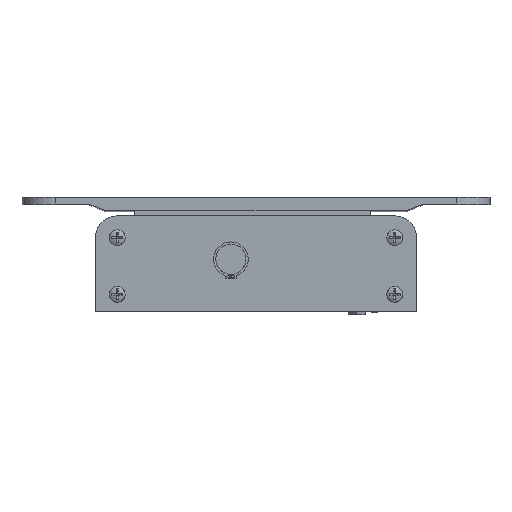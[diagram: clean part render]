
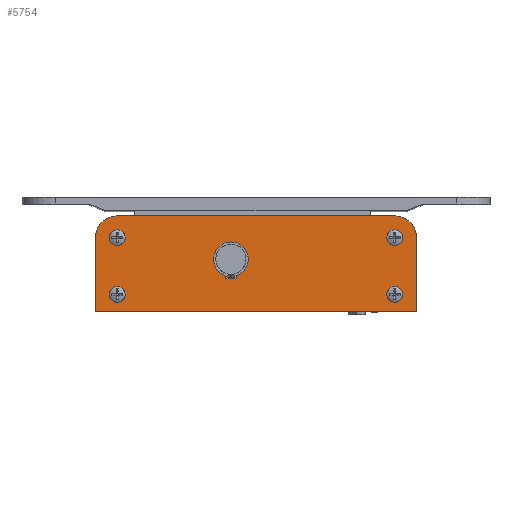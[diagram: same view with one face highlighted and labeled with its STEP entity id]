
A CAD part, top view. The second image highlights one B-rep face of the part: STEP entity #5754.
In plain terms, the highlighted planar face has unit normal (0, 0, 1).
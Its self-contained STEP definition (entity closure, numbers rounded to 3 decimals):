
#5754=ADVANCED_FACE('',(#11308),#11309,.T.);
#11308=FACE_OUTER_BOUND('',#16905,.T.);
#11309=PLANE('',#16906);
#16905=EDGE_LOOP('',(#32036,#32037,#32038,#32039,#32040,#32041));
#16906=AXIS2_PLACEMENT_3D('',#32042,#32043,#32044);
#32036=ORIENTED_EDGE('',*,*,#35524,.T.);
#32037=ORIENTED_EDGE('',*,*,#40845,.T.);
#32038=ORIENTED_EDGE('',*,*,#40454,.T.);
#32039=ORIENTED_EDGE('',*,*,#35310,.T.);
#32040=ORIENTED_EDGE('',*,*,#40846,.T.);
#32041=ORIENTED_EDGE('',*,*,#39116,.T.);
#32042=CARTESIAN_POINT('',(2.41,-18.408,6.));
#32043=DIRECTION('',(0.,0.,1.));
#32044=DIRECTION('',(1.,0.,0.));
#35310=EDGE_CURVE('',#42463,#42461,#42464,.T.);
#35524=EDGE_CURVE('',#42858,#42856,#42859,.T.);
#39116=EDGE_CURVE('',#48526,#42858,#48527,.T.);
#40454=EDGE_CURVE('',#50218,#42463,#50219,.T.);
#40845=EDGE_CURVE('',#42856,#50218,#50668,.T.);
#40846=EDGE_CURVE('',#42461,#48526,#50669,.T.);
#42461=VERTEX_POINT('',#52810);
#42463=VERTEX_POINT('',#52813);
#42464=CIRCLE('',#52814,6.5);
#42856=VERTEX_POINT('',#53374);
#42858=VERTEX_POINT('',#53377);
#42859=LINE('',#53378,#53379);
#48526=VERTEX_POINT('',#61813);
#48527=LINE('',#61814,#61815);
#50218=VERTEX_POINT('',#64356);
#50219=LINE('',#64357,#64358);
#50668=CIRCLE('',#65014,6.5);
#50669=LINE('',#65015,#65016);
#52810=CARTESIAN_POINT('',(91.91,-18.408,6.));
#52813=CARTESIAN_POINT('',(85.41,-24.908,6.));
#52814=AXIS2_PLACEMENT_3D('',#66177,#66178,#66179);
#53374=CARTESIAN_POINT('',(-4.09,-18.408,6.));
#53377=CARTESIAN_POINT('',(-4.09,3.592,6.));
#53378=CARTESIAN_POINT('',(-4.09,3.592,6.));
#53379=VECTOR('',#66400,1.);
#61813=CARTESIAN_POINT('',(91.91,3.592,6.));
#61814=CARTESIAN_POINT('',(91.91,3.592,6.));
#61815=VECTOR('',#69452,1.);
#64356=CARTESIAN_POINT('',(2.41,-24.908,6.));
#64357=CARTESIAN_POINT('',(2.41,-24.908,6.));
#64358=VECTOR('',#70474,1.);
#65014=AXIS2_PLACEMENT_3D('',#70708,#70709,#70710);
#65015=CARTESIAN_POINT('',(91.91,-18.408,6.));
#65016=VECTOR('',#70711,1.);
#66177=CARTESIAN_POINT('',(85.41,-18.408,6.));
#66178=DIRECTION('',(0.,0.,1.));
#66179=DIRECTION('',(1.,0.,0.));
#66400=DIRECTION('',(0.,-1.,0.));
#69452=DIRECTION('',(-1.,0.,0.));
#70474=DIRECTION('',(1.,0.,0.));
#70708=CARTESIAN_POINT('',(2.41,-18.408,6.));
#70709=DIRECTION('',(0.,0.,1.));
#70710=DIRECTION('',(1.,0.,0.));
#70711=DIRECTION('',(0.,1.,0.));
